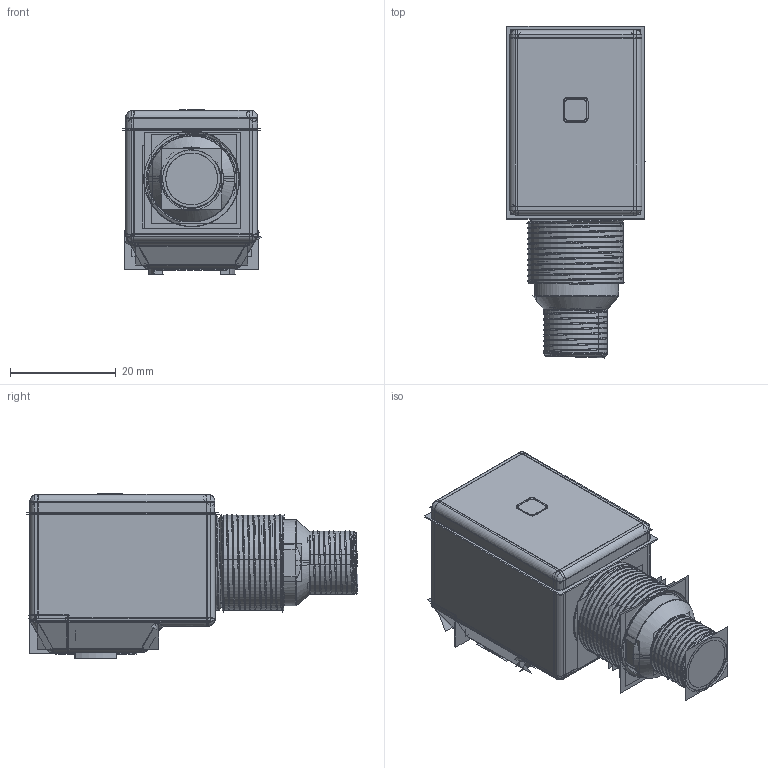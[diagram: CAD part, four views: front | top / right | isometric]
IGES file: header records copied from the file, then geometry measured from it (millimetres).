
Start section:  PTC IGES file: 188704.igs
Global section: file name: 188704.igs; native system: Creo Parametric by Parametric Technology Corporation; preprocessor: 2013230; author: pdmadmin; organization: Unknown; date: 20151106.064951; units: millimetre
Bounding box: 26.11 x 62.71 x 31.07 mm (x, y, z)
Volume: 11879.3 mm3; surface area: 114591 mm2
Topology: 9 solids, 9 shells, 1274 faces, 6400 edges, 8036 vertices
Faces by surface type: revolution 642, bspline 632
